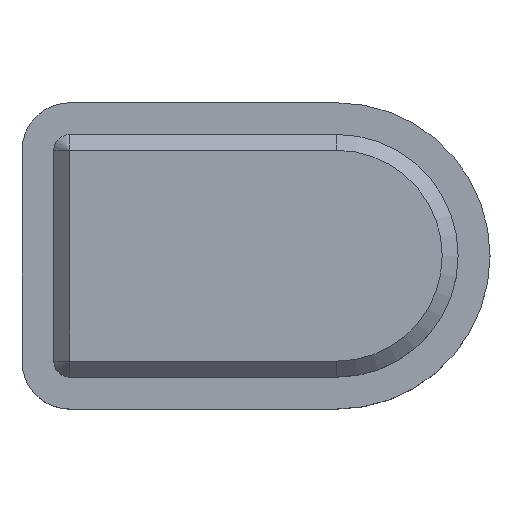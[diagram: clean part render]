
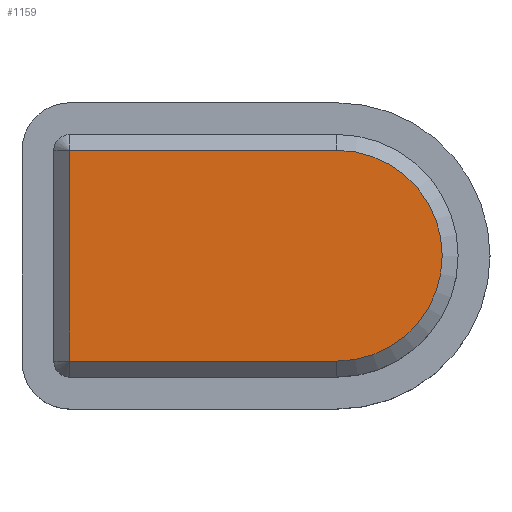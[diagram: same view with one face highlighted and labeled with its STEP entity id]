
A CAD part, top view. The second image highlights one B-rep face of the part: STEP entity #1159.
In plain terms, the highlighted planar face has unit normal (0, 0, 1).
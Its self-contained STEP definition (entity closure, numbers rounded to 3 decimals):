
#178 = PLANE('',#179);
#179 = AXIS2_PLACEMENT_3D('',#180,#181,#182);
#180 = CARTESIAN_POINT('',(-6.1,-3.31,5.85));
#181 = DIRECTION('',(-0.707,0.,0.707));
#182 = DIRECTION('',(-0.,-1.,-0.));
#243 = VERTEX_POINT('',#244);
#244 = CARTESIAN_POINT('',(-5.85,-3.31,6.1));
#257 = PLANE('',#258);
#258 = AXIS2_PLACEMENT_3D('',#259,#260,#261);
#259 = CARTESIAN_POINT('',(2.54,-3.56,5.85));
#260 = DIRECTION('',(0.,0.707,-0.707));
#261 = DIRECTION('',(-1.,0.,-0.));
#623 = VERTEX_POINT('',#624);
#624 = CARTESIAN_POINT('',(-5.85,3.31,6.1));
#648 = EDGE_CURVE('',#243,#623,#649,.T.);
#649 = SURFACE_CURVE('',#650,(#654,#661),.PCURVE_S1.);
#650 = LINE('',#651,#652);
#651 = CARTESIAN_POINT('',(-5.85,-3.31,6.1));
#652 = VECTOR('',#653,1.);
#653 = DIRECTION('',(0.,1.,0.));
#654 = PCURVE('',#178,#655);
#655 = DEFINITIONAL_REPRESENTATION('',(#656),#660);
#656 = LINE('',#657,#658);
#657 = CARTESIAN_POINT('',(-0.,0.354));
#658 = VECTOR('',#659,1.);
#659 = DIRECTION('',(-1.,0.));
#660 = ( GEOMETRIC_REPRESENTATION_CONTEXT(2) 
PARAMETRIC_REPRESENTATION_CONTEXT() REPRESENTATION_CONTEXT('2D SPACE',''
  ) );
#661 = PCURVE('',#662,#667);
#662 = PLANE('',#663);
#663 = AXIS2_PLACEMENT_3D('',#664,#665,#666);
#664 = CARTESIAN_POINT('',(-3.175,0.,6.1));
#665 = DIRECTION('',(0.,0.,1.));
#666 = DIRECTION('',(1.,0.,0.));
#667 = DEFINITIONAL_REPRESENTATION('',(#668),#672);
#668 = LINE('',#669,#670);
#669 = CARTESIAN_POINT('',(-2.675,-3.31));
#670 = VECTOR('',#671,1.);
#671 = DIRECTION('',(0.,1.));
#672 = ( GEOMETRIC_REPRESENTATION_CONTEXT(2) 
PARAMETRIC_REPRESENTATION_CONTEXT() REPRESENTATION_CONTEXT('2D SPACE',''
  ) );
#728 = VERTEX_POINT('',#729);
#729 = CARTESIAN_POINT('',(2.54,-3.31,6.1));
#742 = CONICAL_SURFACE('',#743,3.81,0.785);
#743 = AXIS2_PLACEMENT_3D('',#744,#745,#746);
#744 = CARTESIAN_POINT('',(2.54,0.,5.6));
#745 = DIRECTION('',(-0.,-0.,-1.));
#746 = DIRECTION('',(0.,1.,-0.));
#755 = EDGE_CURVE('',#728,#243,#756,.T.);
#756 = SURFACE_CURVE('',#757,(#761,#768),.PCURVE_S1.);
#757 = LINE('',#758,#759);
#758 = CARTESIAN_POINT('',(2.54,-3.31,6.1));
#759 = VECTOR('',#760,1.);
#760 = DIRECTION('',(-1.,-0.,-0.));
#761 = PCURVE('',#257,#762);
#762 = DEFINITIONAL_REPRESENTATION('',(#763),#767);
#763 = LINE('',#764,#765);
#764 = CARTESIAN_POINT('',(0.,0.354));
#765 = VECTOR('',#766,1.);
#766 = DIRECTION('',(1.,0.));
#767 = ( GEOMETRIC_REPRESENTATION_CONTEXT(2) 
PARAMETRIC_REPRESENTATION_CONTEXT() REPRESENTATION_CONTEXT('2D SPACE',''
  ) );
#768 = PCURVE('',#662,#769);
#769 = DEFINITIONAL_REPRESENTATION('',(#770),#774);
#770 = LINE('',#771,#772);
#771 = CARTESIAN_POINT('',(5.715,-3.31));
#772 = VECTOR('',#773,1.);
#773 = DIRECTION('',(-1.,-0.));
#774 = ( GEOMETRIC_REPRESENTATION_CONTEXT(2) 
PARAMETRIC_REPRESENTATION_CONTEXT() REPRESENTATION_CONTEXT('2D SPACE',''
  ) );
#1146 = PLANE('',#1147);
#1147 = AXIS2_PLACEMENT_3D('',#1148,#1149,#1150);
#1148 = CARTESIAN_POINT('',(-5.85,3.56,5.85));
#1149 = DIRECTION('',(0.,-0.707,-0.707));
#1150 = DIRECTION('',(1.,0.,0.));
#1159 = ADVANCED_FACE('',(#1160),#662,.T.);
#1160 = FACE_BOUND('',#1161,.T.);
#1161 = EDGE_LOOP('',(#1162,#1163,#1164,#1192));
#1162 = ORIENTED_EDGE('',*,*,#648,.F.);
#1163 = ORIENTED_EDGE('',*,*,#755,.F.);
#1164 = ORIENTED_EDGE('',*,*,#1165,.F.);
#1165 = EDGE_CURVE('',#1166,#728,#1168,.T.);
#1166 = VERTEX_POINT('',#1167);
#1167 = CARTESIAN_POINT('',(2.54,3.31,6.1));
#1168 = SURFACE_CURVE('',#1169,(#1174,#1185),.PCURVE_S1.);
#1169 = CIRCLE('',#1170,3.31);
#1170 = AXIS2_PLACEMENT_3D('',#1171,#1172,#1173);
#1171 = CARTESIAN_POINT('',(2.54,0.,6.1));
#1172 = DIRECTION('',(0.,-0.,-1.));
#1173 = DIRECTION('',(0.,1.,-0.));
#1174 = PCURVE('',#662,#1175);
#1175 = DEFINITIONAL_REPRESENTATION('',(#1176),#1184);
#1176 = ( BOUNDED_CURVE() B_SPLINE_CURVE(2,(#1177,#1178,#1179,#1180,
#1181,#1182,#1183),.UNSPECIFIED.,.T.,.F.) B_SPLINE_CURVE_WITH_KNOTS((1,2
    ,2,2,2,1),(-2.094,0.,2.094,4.189,
6.283,8.378),.UNSPECIFIED.) CURVE() 
GEOMETRIC_REPRESENTATION_ITEM() RATIONAL_B_SPLINE_CURVE((1.,0.5,1.,0.5,
1.,0.5,1.)) REPRESENTATION_ITEM('') );
#1177 = CARTESIAN_POINT('',(5.715,3.31));
#1178 = CARTESIAN_POINT('',(11.448,3.31));
#1179 = CARTESIAN_POINT('',(8.582,-1.655));
#1180 = CARTESIAN_POINT('',(5.715,-6.62));
#1181 = CARTESIAN_POINT('',(2.848,-1.655));
#1182 = CARTESIAN_POINT('',(-0.018,3.31));
#1183 = CARTESIAN_POINT('',(5.715,3.31));
#1184 = ( GEOMETRIC_REPRESENTATION_CONTEXT(2) 
PARAMETRIC_REPRESENTATION_CONTEXT() REPRESENTATION_CONTEXT('2D SPACE',''
  ) );
#1185 = PCURVE('',#742,#1186);
#1186 = DEFINITIONAL_REPRESENTATION('',(#1187),#1191);
#1187 = LINE('',#1188,#1189);
#1188 = CARTESIAN_POINT('',(0.,-0.5));
#1189 = VECTOR('',#1190,1.);
#1190 = DIRECTION('',(1.,-0.));
#1191 = ( GEOMETRIC_REPRESENTATION_CONTEXT(2) 
PARAMETRIC_REPRESENTATION_CONTEXT() REPRESENTATION_CONTEXT('2D SPACE',''
  ) );
#1192 = ORIENTED_EDGE('',*,*,#1193,.F.);
#1193 = EDGE_CURVE('',#623,#1166,#1194,.T.);
#1194 = SURFACE_CURVE('',#1195,(#1199,#1206),.PCURVE_S1.);
#1195 = LINE('',#1196,#1197);
#1196 = CARTESIAN_POINT('',(-5.85,3.31,6.1));
#1197 = VECTOR('',#1198,1.);
#1198 = DIRECTION('',(1.,-0.,-0.));
#1199 = PCURVE('',#662,#1200);
#1200 = DEFINITIONAL_REPRESENTATION('',(#1201),#1205);
#1201 = LINE('',#1202,#1203);
#1202 = CARTESIAN_POINT('',(-2.675,3.31));
#1203 = VECTOR('',#1204,1.);
#1204 = DIRECTION('',(1.,0.));
#1205 = ( GEOMETRIC_REPRESENTATION_CONTEXT(2) 
PARAMETRIC_REPRESENTATION_CONTEXT() REPRESENTATION_CONTEXT('2D SPACE',''
  ) );
#1206 = PCURVE('',#1146,#1207);
#1207 = DEFINITIONAL_REPRESENTATION('',(#1208),#1212);
#1208 = LINE('',#1209,#1210);
#1209 = CARTESIAN_POINT('',(0.,0.354));
#1210 = VECTOR('',#1211,1.);
#1211 = DIRECTION('',(1.,0.));
#1212 = ( GEOMETRIC_REPRESENTATION_CONTEXT(2) 
PARAMETRIC_REPRESENTATION_CONTEXT() REPRESENTATION_CONTEXT('2D SPACE',''
  ) );
